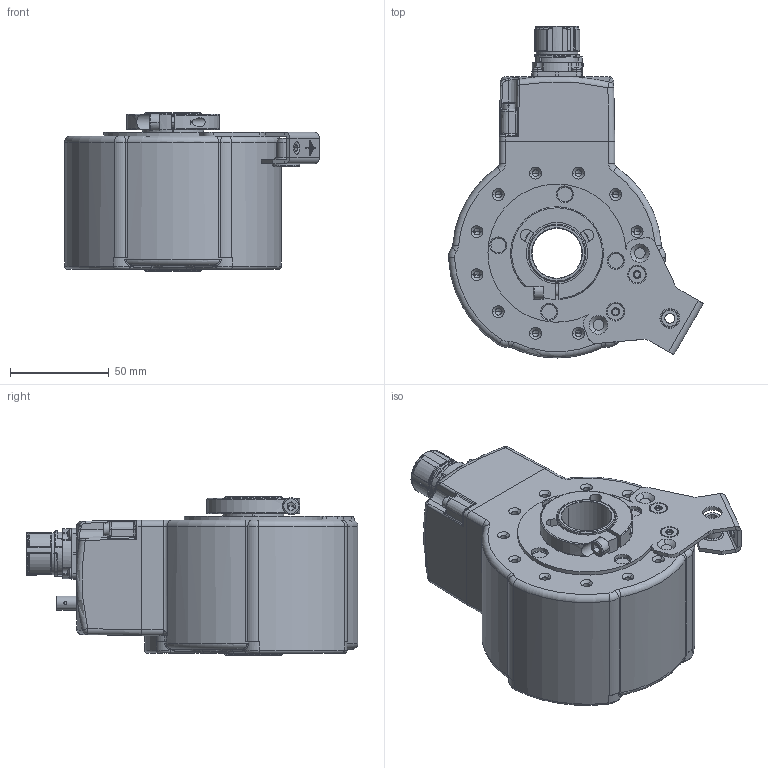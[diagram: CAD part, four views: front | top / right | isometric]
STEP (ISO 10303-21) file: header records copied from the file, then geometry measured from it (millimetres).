
FILE_DESCRIPTION((''),'2;1');
FILE_NAME('809782-01-K01_SW0002','2011-11-02T',('SE2994'),(''),'PRO/ENGINEER BY PARAMETRIC TECHNOLOGY CORPORATION, 2010180','PRO/ENGINEER BY PARAMETRIC TECHNOLOGY CORPORATION, 2010180','');
FILE_SCHEMA(('CONFIG_CONTROL_DESIGN','SHAPE_APPEARANCE_LAYERS_GROUPS'));
Length unit declared in the file: millimetre
Products named in the file (1): 809782-01-K01_SW0002
Bounding box: 129.13 x 168.1 x 80.5 mm (x, y, z)
Volume: 326588.5 mm3; surface area: 134763.3 mm2
Topology: 3 solids, 4 shells, 1741 faces, 4210 edges, 2542 vertices
Faces by surface type: cylinder 759, plane 444, torus 178, bspline 154, cone 143, sphere 50, revolution 11, extrusion 2
Entity records: 84824 total; most frequent: CARTESIAN_POINT 32364, DIRECTION 8584, ORIENTED_EDGE 8312, EDGE_CURVE 4156, AXIS2_PLACEMENT_3D 3584, VERTEX_POINT 2540, CIRCLE 2010, EDGE_LOOP 1914
